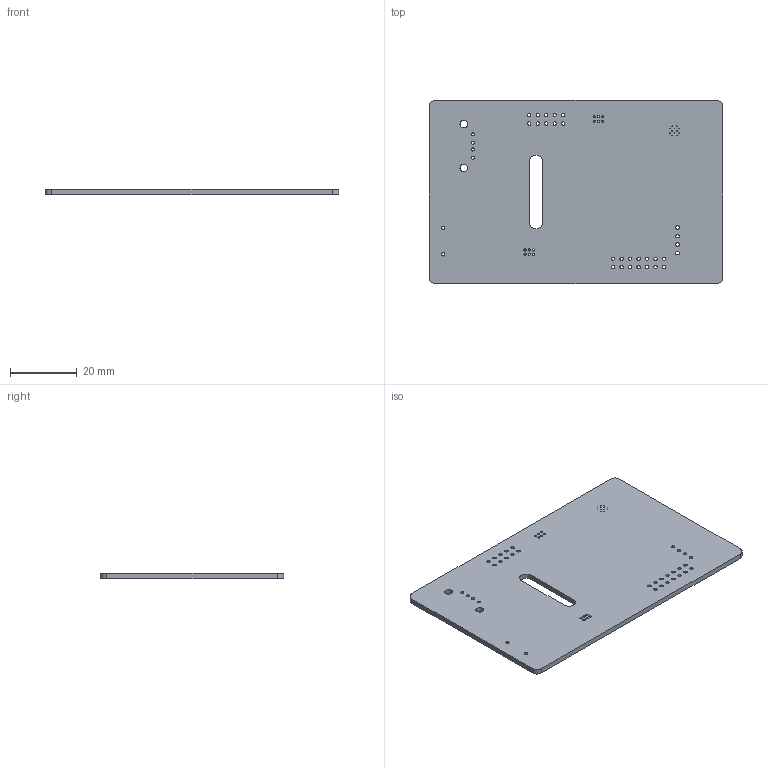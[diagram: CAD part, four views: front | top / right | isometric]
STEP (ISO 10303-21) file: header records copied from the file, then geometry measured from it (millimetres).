
FILE_DESCRIPTION(('KiCad electronic assembly'),'2;1');
FILE_NAME('ESPreen.step','2023-01-21T11:28:33',('Pcbnew'),('Kicad'), 'Open CASCADE STEP processor 7.6','KiCad to STEP converter','Unknown' );
FILE_SCHEMA(('AUTOMOTIVE_DESIGN { 1 0 10303 214 1 1 1 1 }'));
Length unit declared in the file: millimetre
Products named in the file (2): ESPreen 1; ESPreen PCB
Assembly tree (1 placements, depth 2):
  ESPreen 1
    ESPreen PCB
Bounding box: 88 x 55 x 1.6 mm (x, y, z)
Volume: 7539.7 mm3; surface area: 10200.6 mm2
Topology: 1 solids, 1 shells, 74 faces, 216 edges, 144 vertices
Faces by surface type: cylinder 66, plane 8
Full cylindrical faces by diameter (mm): 0.2 x12, 0.65 x12, 0.95 x4, 1 x26, 1.09 x4, 2.3 x2
Entity records: 5631 total; most frequent: DIRECTION 932, CARTESIAN_POINT 868, ORIENTED_EDGE 432, PCURVE 432, DEFINITIONAL_REPRESENTATION 432, LINE 384, VECTOR 384, CIRCLE 264
